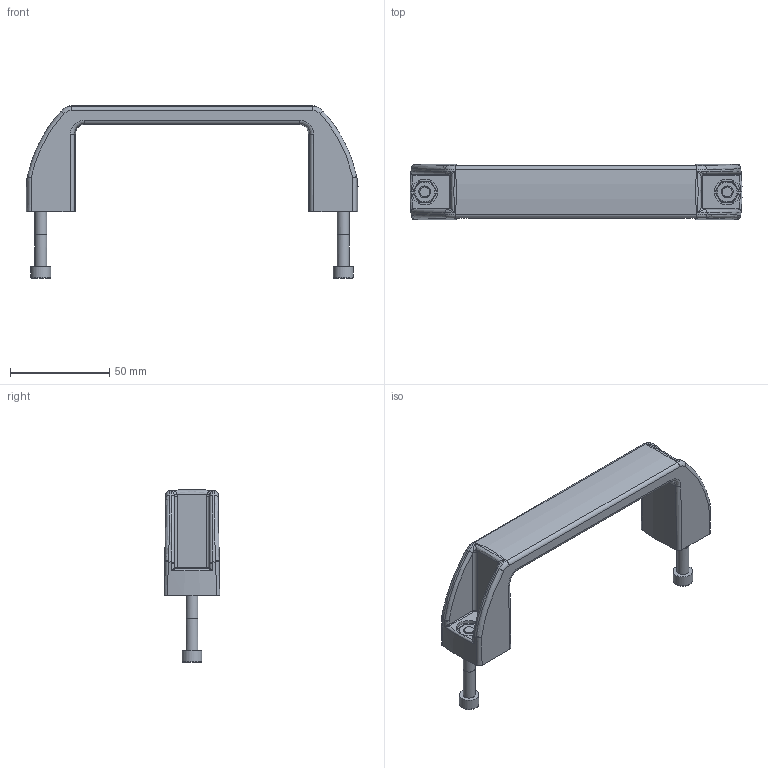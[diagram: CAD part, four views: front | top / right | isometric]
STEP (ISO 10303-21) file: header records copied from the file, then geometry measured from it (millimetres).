
FILE_DESCRIPTION(('STEP AP203'),'1');
FILE_NAME('SAFE10B1362.stp','2023-10-20T10:09:21',(' '),(' '),'Spatial InterOp 3D',' ',' ');
FILE_SCHEMA(('CONFIG_CONTROL_DESIGN'));
Length unit declared in the file: millimetre
Products named in the file (4): Kit poignée PA 160 - P1040 - AR; Vis CHC - M6x40; Ecrou hexagonal M6; Poignée PA 160
Assembly tree (5 placements, depth 2):
  Kit poignée PA 160 - P1040 - AR
    Vis CHC - M6x40  x2
    Ecrou hexagonal M6  x2
    Poignée PA 160
Bounding box: 166.88 x 28 x 86.93 mm (x, y, z)
Volume: 65439.7 mm3; surface area: 25927.2 mm2
Topology: 5 solids, 5 shells, 216 faces, 484 edges, 282 vertices
Faces by surface type: plane 71, bspline 48, cylinder 47, cone 28, torus 18, sphere 4
Full cylindrical faces by diameter (mm): 4 x4, 5 x6, 6 x4, 6.2 x2, 10 x2, 13 x2
Entity records: 7850 total; most frequent: CARTESIAN_POINT 3426, ORIENTED_EDGE 756, DIRECTION 636, EDGE_CURVE 378, AXIS2_PLACEMENT_3D 267, VERTEX_POINT 235, EDGE_LOOP 216, FACE_OUTER_BOUND 197
